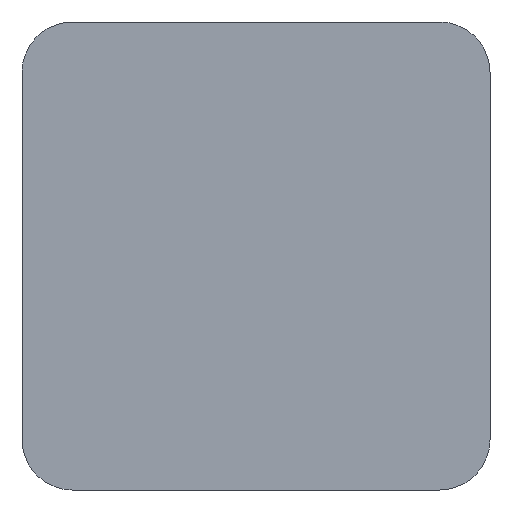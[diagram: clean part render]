
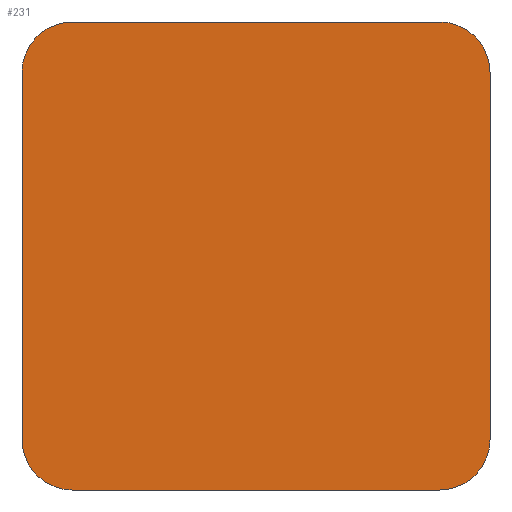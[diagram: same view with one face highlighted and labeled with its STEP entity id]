
A CAD part, front view. The second image highlights one B-rep face of the part: STEP entity #231.
In plain terms, the highlighted free-form (B-spline) face has degree [1, 1] with [2, 2] control points.
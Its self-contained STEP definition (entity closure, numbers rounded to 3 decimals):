
#164=CARTESIAN_POINT('',(-0.281,-1.,-0.281));
#165=CARTESIAN_POINT('',(-0.281,-1.,0.281));
#166=CARTESIAN_POINT('',(0.281,-1.,-0.281));
#167=CARTESIAN_POINT('',(0.281,-1.,0.281));
#168=B_SPLINE_SURFACE_WITH_KNOTS('',1,1,((#164,#165),(#166,#167)),.PLANE_SURF.,.F.,.F.,.U.,(2,2),(2,2),(0.,1.),(0.,1.),.UNSPECIFIED.);
#169=CARTESIAN_POINT('',(-0.2,-1.,0.255));
#170=VERTEX_POINT('',#169);
#171=CARTESIAN_POINT('',(-0.255,-1.,0.2));
#172=VERTEX_POINT('',#171);
#173=CARTESIAN_POINT('',(-0.2,-1.,0.255));
#174=CARTESIAN_POINT('',(-0.255,-1.,0.255));
#175=CARTESIAN_POINT('',(-0.255,-1.,0.2));
#176=(BOUNDED_CURVE()B_SPLINE_CURVE(2,(#173,#174,#175),.CIRCULAR_ARC.,.F.,.U.)B_SPLINE_CURVE_WITH_KNOTS((3,3),(0.,1.),.UNSPECIFIED.)CURVE()GEOMETRIC_REPRESENTATION_ITEM()RATIONAL_B_SPLINE_CURVE((1.,0.707,1.))REPRESENTATION_ITEM(''));
#177=EDGE_CURVE('',#170,#172,#176,.T.);
#178=ORIENTED_EDGE('',*,*,#177,.T.);
#179=CARTESIAN_POINT('',(-0.255,-1.,-0.2));
#180=VERTEX_POINT('',#179);
#181=CARTESIAN_POINT('',(-0.255,-1.,0.2));
#182=CARTESIAN_POINT('',(-0.255,-1.,-0.2));
#183=B_SPLINE_CURVE_WITH_KNOTS('',1,(#181,#182),.POLYLINE_FORM.,.F.,.U.,(2,2),(0.,1.),.UNSPECIFIED.);
#184=EDGE_CURVE('',#172,#180,#183,.T.);
#185=ORIENTED_EDGE('',*,*,#184,.T.);
#186=CARTESIAN_POINT('',(-0.2,-1.,-0.255));
#187=VERTEX_POINT('',#186);
#188=CARTESIAN_POINT('',(-0.255,-1.,-0.2));
#189=CARTESIAN_POINT('',(-0.255,-1.,-0.255));
#190=CARTESIAN_POINT('',(-0.2,-1.,-0.255));
#191=(BOUNDED_CURVE()B_SPLINE_CURVE(2,(#188,#189,#190),.CIRCULAR_ARC.,.F.,.U.)B_SPLINE_CURVE_WITH_KNOTS((3,3),(0.,1.),.UNSPECIFIED.)CURVE()GEOMETRIC_REPRESENTATION_ITEM()RATIONAL_B_SPLINE_CURVE((1.,0.707,1.))REPRESENTATION_ITEM(''));
#192=EDGE_CURVE('',#180,#187,#191,.T.);
#193=ORIENTED_EDGE('',*,*,#192,.T.);
#194=CARTESIAN_POINT('',(0.2,-1.,-0.255));
#195=VERTEX_POINT('',#194);
#196=CARTESIAN_POINT('',(-0.2,-1.,-0.255));
#197=CARTESIAN_POINT('',(0.2,-1.,-0.255));
#198=B_SPLINE_CURVE_WITH_KNOTS('',1,(#196,#197),.POLYLINE_FORM.,.F.,.U.,(2,2),(0.,1.),.UNSPECIFIED.);
#199=EDGE_CURVE('',#187,#195,#198,.T.);
#200=ORIENTED_EDGE('',*,*,#199,.T.);
#201=CARTESIAN_POINT('',(0.255,-1.,-0.2));
#202=VERTEX_POINT('',#201);
#203=CARTESIAN_POINT('',(0.2,-1.,-0.255));
#204=CARTESIAN_POINT('',(0.255,-1.,-0.255));
#205=CARTESIAN_POINT('',(0.255,-1.,-0.2));
#206=(BOUNDED_CURVE()B_SPLINE_CURVE(2,(#203,#204,#205),.CIRCULAR_ARC.,.F.,.U.)B_SPLINE_CURVE_WITH_KNOTS((3,3),(0.,1.),.UNSPECIFIED.)CURVE()GEOMETRIC_REPRESENTATION_ITEM()RATIONAL_B_SPLINE_CURVE((1.,0.707,1.))REPRESENTATION_ITEM(''));
#207=EDGE_CURVE('',#195,#202,#206,.T.);
#208=ORIENTED_EDGE('',*,*,#207,.T.);
#209=CARTESIAN_POINT('',(0.255,-1.,0.2));
#210=VERTEX_POINT('',#209);
#211=CARTESIAN_POINT('',(0.255,-1.,-0.2));
#212=CARTESIAN_POINT('',(0.255,-1.,0.2));
#213=B_SPLINE_CURVE_WITH_KNOTS('',1,(#211,#212),.POLYLINE_FORM.,.F.,.U.,(2,2),(0.,1.),.UNSPECIFIED.);
#214=EDGE_CURVE('',#202,#210,#213,.T.);
#215=ORIENTED_EDGE('',*,*,#214,.T.);
#216=CARTESIAN_POINT('',(0.2,-1.,0.255));
#217=VERTEX_POINT('',#216);
#218=CARTESIAN_POINT('',(0.255,-1.,0.2));
#219=CARTESIAN_POINT('',(0.255,-1.,0.255));
#220=CARTESIAN_POINT('',(0.2,-1.,0.255));
#221=(BOUNDED_CURVE()B_SPLINE_CURVE(2,(#218,#219,#220),.CIRCULAR_ARC.,.F.,.U.)B_SPLINE_CURVE_WITH_KNOTS((3,3),(0.,1.),.UNSPECIFIED.)CURVE()GEOMETRIC_REPRESENTATION_ITEM()RATIONAL_B_SPLINE_CURVE((1.,0.707,1.))REPRESENTATION_ITEM(''));
#222=EDGE_CURVE('',#210,#217,#221,.T.);
#223=ORIENTED_EDGE('',*,*,#222,.T.);
#224=CARTESIAN_POINT('',(0.2,-1.,0.255));
#225=CARTESIAN_POINT('',(-0.2,-1.,0.255));
#226=B_SPLINE_CURVE_WITH_KNOTS('',1,(#224,#225),.POLYLINE_FORM.,.F.,.U.,(2,2),(0.,1.),.UNSPECIFIED.);
#227=EDGE_CURVE('',#217,#170,#226,.T.);
#228=ORIENTED_EDGE('',*,*,#227,.T.);
#229=EDGE_LOOP('',(#178,#185,#193,#200,#208,#215,#223,#228));
#230=FACE_OUTER_BOUND('',#229,.T.);
#231=ADVANCED_FACE('',(#230),#168,.T.);
